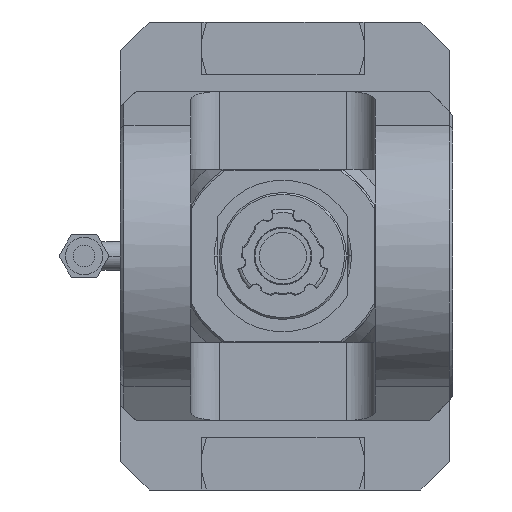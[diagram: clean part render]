
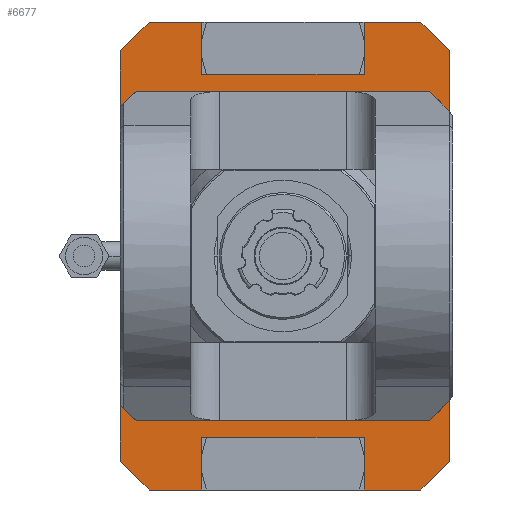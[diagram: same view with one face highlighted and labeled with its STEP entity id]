
A CAD part, left-side view. The second image highlights one B-rep face of the part: STEP entity #6677.
In plain terms, the highlighted planar face has unit normal (-1, 0, 0).
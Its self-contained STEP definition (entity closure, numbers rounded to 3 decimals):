
#41=DIRECTION('',(0.,1.,0.));
#42=VECTOR('',#41,81.259);
#43=CARTESIAN_POINT('',(-29.5,-40.629,-45.5));
#44=LINE('',#43,#42);
#45=CARTESIAN_POINT('',(-29.5,0.,0.));
#46=DIRECTION('',(1.,0.,0.));
#47=DIRECTION('',(0.,-0.746,-0.666));
#48=AXIS2_PLACEMENT_3D('',#45,#46,#47);
#50=DIRECTION('',(0.,0.,-1.));
#51=VECTOR('',#50,81.259);
#52=CARTESIAN_POINT('',(-29.5,-45.5,40.629));
#53=LINE('',#52,#51);
#54=CARTESIAN_POINT('',(-29.5,0.,0.));
#55=DIRECTION('',(1.,0.,0.));
#56=DIRECTION('',(0.,-0.666,0.746));
#57=AXIS2_PLACEMENT_3D('',#54,#55,#56);
#59=DIRECTION('',(0.,-1.,0.));
#60=VECTOR('',#59,81.259);
#61=CARTESIAN_POINT('',(-29.5,40.629,45.5));
#62=LINE('',#61,#60);
#63=CARTESIAN_POINT('',(-29.5,0.,0.));
#64=DIRECTION('',(1.,0.,0.));
#65=DIRECTION('',(0.,0.738,0.675));
#66=AXIS2_PLACEMENT_3D('',#63,#64,#65);
#68=DIRECTION('',(0.,0.,1.));
#69=VECTOR('',#68,15.567);
#70=CARTESIAN_POINT('',(-29.5,45.,41.183));
#71=LINE('',#70,#69);
#72=DIRECTION('',(0.,0.707,-0.707));
#73=VECTOR('',#72,11.314);
#74=CARTESIAN_POINT('',(-29.5,37.,64.75));
#75=LINE('',#74,#73);
#76=DIRECTION('',(0.,-1.,0.));
#77=VECTOR('',#76,14.5);
#78=CARTESIAN_POINT('',(-29.5,37.,64.75));
#79=LINE('',#78,#77);
#80=DIRECTION('',(0.,0.,-1.));
#81=VECTOR('',#80,14.5);
#82=CARTESIAN_POINT('',(-29.5,22.5,64.75));
#83=LINE('',#82,#81);
#84=DIRECTION('',(0.,-1.,0.));
#85=VECTOR('',#84,45.);
#86=CARTESIAN_POINT('',(-29.5,22.5,50.25));
#87=LINE('',#86,#85);
#88=DIRECTION('',(0.,0.,-1.));
#89=VECTOR('',#88,14.5);
#90=CARTESIAN_POINT('',(-29.5,-22.5,64.75));
#91=LINE('',#90,#89);
#92=DIRECTION('',(0.,-1.,0.));
#93=VECTOR('',#92,15.7);
#94=CARTESIAN_POINT('',(-29.5,-22.5,64.75));
#95=LINE('',#94,#93);
#96=DIRECTION('',(0.,0.707,0.707));
#97=VECTOR('',#96,11.314);
#98=CARTESIAN_POINT('',(-29.5,-46.2,56.75));
#99=LINE('',#98,#97);
#100=DIRECTION('',(0.,0.,-1.));
#101=VECTOR('',#100,113.5);
#102=CARTESIAN_POINT('',(-29.5,-46.2,56.75));
#103=LINE('',#102,#101);
#104=DIRECTION('',(0.,-0.707,0.707));
#105=VECTOR('',#104,11.314);
#106=CARTESIAN_POINT('',(-29.5,-38.2,-64.75));
#107=LINE('',#106,#105);
#108=DIRECTION('',(0.,1.,0.));
#109=VECTOR('',#108,15.7);
#110=CARTESIAN_POINT('',(-29.5,-38.2,-64.75));
#111=LINE('',#110,#109);
#112=DIRECTION('',(0.,0.,1.));
#113=VECTOR('',#112,14.5);
#114=CARTESIAN_POINT('',(-29.5,-22.5,-64.75));
#115=LINE('',#114,#113);
#116=DIRECTION('',(0.,1.,0.));
#117=VECTOR('',#116,45.);
#118=CARTESIAN_POINT('',(-29.5,-22.5,-50.25));
#119=LINE('',#118,#117);
#120=DIRECTION('',(0.,0.,1.));
#121=VECTOR('',#120,14.5);
#122=CARTESIAN_POINT('',(-29.5,22.5,-64.75));
#123=LINE('',#122,#121);
#124=DIRECTION('',(0.,1.,0.));
#125=VECTOR('',#124,14.5);
#126=CARTESIAN_POINT('',(-29.5,22.5,-64.75));
#127=LINE('',#126,#125);
#128=DIRECTION('',(0.,-0.707,-0.707));
#129=VECTOR('',#128,11.314);
#130=CARTESIAN_POINT('',(-29.5,45.,-56.75));
#131=LINE('',#130,#129);
#132=DIRECTION('',(0.,0.,1.));
#133=VECTOR('',#132,15.567);
#134=CARTESIAN_POINT('',(-29.5,45.,-56.75));
#135=LINE('',#134,#133);
#136=CARTESIAN_POINT('',(-29.5,0.,0.));
#137=DIRECTION('',(1.,0.,0.));
#138=DIRECTION('',(0.,0.666,-0.746));
#139=AXIS2_PLACEMENT_3D('',#136,#137,#138);
#5358=CARTESIAN_POINT('',(-29.5,22.5,64.75));
#5359=CARTESIAN_POINT('',(-29.5,22.5,50.25));
#5360=VERTEX_POINT('',#5358);
#5361=VERTEX_POINT('',#5359);
#5362=CARTESIAN_POINT('',(-29.5,-22.5,50.25));
#5363=VERTEX_POINT('',#5362);
#5364=CARTESIAN_POINT('',(-29.5,-22.5,64.75));
#5365=VERTEX_POINT('',#5364);
#5366=CARTESIAN_POINT('',(-29.5,-22.5,-64.75));
#5367=CARTESIAN_POINT('',(-29.5,-22.5,-50.25));
#5368=VERTEX_POINT('',#5366);
#5369=VERTEX_POINT('',#5367);
#5370=CARTESIAN_POINT('',(-29.5,22.5,-50.25));
#5371=VERTEX_POINT('',#5370);
#5372=CARTESIAN_POINT('',(-29.5,22.5,-64.75));
#5373=VERTEX_POINT('',#5372);
#5382=CARTESIAN_POINT('',(-29.5,37.,64.75));
#5383=CARTESIAN_POINT('',(-29.5,45.,56.75));
#5384=VERTEX_POINT('',#5382);
#5385=VERTEX_POINT('',#5383);
#5390=CARTESIAN_POINT('',(-29.5,-46.2,56.75));
#5391=CARTESIAN_POINT('',(-29.5,-38.2,64.75));
#5392=VERTEX_POINT('',#5390);
#5393=VERTEX_POINT('',#5391);
#5400=CARTESIAN_POINT('',(-29.5,-38.2,-64.75));
#5401=CARTESIAN_POINT('',(-29.5,-46.2,-56.75));
#5402=VERTEX_POINT('',#5400);
#5403=VERTEX_POINT('',#5401);
#5410=CARTESIAN_POINT('',(-29.5,45.,-56.75));
#5411=CARTESIAN_POINT('',(-29.5,37.,-64.75));
#5412=VERTEX_POINT('',#5410);
#5413=VERTEX_POINT('',#5411);
#6107=CARTESIAN_POINT('',(-29.5,-40.629,-45.5));
#6108=CARTESIAN_POINT('',(-29.5,40.629,-45.5));
#6109=VERTEX_POINT('',#6107);
#6110=VERTEX_POINT('',#6108);
#6111=CARTESIAN_POINT('',(-29.5,40.629,45.5));
#6112=CARTESIAN_POINT('',(-29.5,-40.629,45.5));
#6113=VERTEX_POINT('',#6111);
#6114=VERTEX_POINT('',#6112);
#6115=CARTESIAN_POINT('',(-29.5,45.,-41.183));
#6116=VERTEX_POINT('',#6115);
#6117=CARTESIAN_POINT('',(-29.5,45.,41.183));
#6118=VERTEX_POINT('',#6117);
#6119=CARTESIAN_POINT('',(-29.5,-45.5,40.629));
#6120=VERTEX_POINT('',#6119);
#6121=CARTESIAN_POINT('',(-29.5,-45.5,-40.629));
#6122=VERTEX_POINT('',#6121);
#6623=CARTESIAN_POINT('',(-29.5,0.,0.));
#6624=DIRECTION('',(-1.,0.,0.));
#6625=DIRECTION('',(0.,0.,1.));
#6626=AXIS2_PLACEMENT_3D('',#6623,#6624,#6625);
#6627=PLANE('',#6626);
#6629=ORIENTED_EDGE('',*,*,#6628,.F.);
#6631=ORIENTED_EDGE('',*,*,#6630,.F.);
#6633=ORIENTED_EDGE('',*,*,#6632,.F.);
#6635=ORIENTED_EDGE('',*,*,#6634,.F.);
#6637=ORIENTED_EDGE('',*,*,#6636,.F.);
#6639=ORIENTED_EDGE('',*,*,#6638,.F.);
#6641=ORIENTED_EDGE('',*,*,#6640,.T.);
#6643=ORIENTED_EDGE('',*,*,#6642,.F.);
#6645=ORIENTED_EDGE('',*,*,#6644,.T.);
#6647=ORIENTED_EDGE('',*,*,#6646,.T.);
#6649=ORIENTED_EDGE('',*,*,#6648,.T.);
#6651=ORIENTED_EDGE('',*,*,#6650,.F.);
#6653=ORIENTED_EDGE('',*,*,#6652,.T.);
#6655=ORIENTED_EDGE('',*,*,#6654,.F.);
#6657=ORIENTED_EDGE('',*,*,#6656,.T.);
#6658=ORIENTED_EDGE('',*,*,#6612,.F.);
#6660=ORIENTED_EDGE('',*,*,#6659,.T.);
#6662=ORIENTED_EDGE('',*,*,#6661,.T.);
#6664=ORIENTED_EDGE('',*,*,#6663,.T.);
#6666=ORIENTED_EDGE('',*,*,#6665,.F.);
#6668=ORIENTED_EDGE('',*,*,#6667,.T.);
#6670=ORIENTED_EDGE('',*,*,#6669,.F.);
#6672=ORIENTED_EDGE('',*,*,#6671,.T.);
#6674=ORIENTED_EDGE('',*,*,#6673,.F.);
#6675=EDGE_LOOP('',(#6629,#6631,#6633,#6635,#6637,#6639,#6641,#6643,#6645,#6647,
#6649,#6651,#6653,#6655,#6657,#6658,#6660,#6662,#6664,#6666,#6668,#6670,#6672,
#6674));
#6676=FACE_OUTER_BOUND('',#6675,.F.);
#6677=ADVANCED_FACE('',(#6676),#6627,.T.);
#49=CIRCLE('',#48,61.);
#58=CIRCLE('',#57,61.);
#67=CIRCLE('',#66,61.);
#140=CIRCLE('',#139,61.);
#6612=EDGE_CURVE('',#5402,#5403,#107,.T.);
#6628=EDGE_CURVE('',#6109,#6110,#44,.T.);
#6630=EDGE_CURVE('',#6122,#6109,#49,.T.);
#6632=EDGE_CURVE('',#6120,#6122,#53,.T.);
#6634=EDGE_CURVE('',#6114,#6120,#58,.T.);
#6636=EDGE_CURVE('',#6113,#6114,#62,.T.);
#6638=EDGE_CURVE('',#6118,#6113,#67,.T.);
#6640=EDGE_CURVE('',#6118,#5385,#71,.T.);
#6642=EDGE_CURVE('',#5384,#5385,#75,.T.);
#6644=EDGE_CURVE('',#5384,#5360,#79,.T.);
#6646=EDGE_CURVE('',#5360,#5361,#83,.T.);
#6648=EDGE_CURVE('',#5361,#5363,#87,.T.);
#6650=EDGE_CURVE('',#5365,#5363,#91,.T.);
#6652=EDGE_CURVE('',#5365,#5393,#95,.T.);
#6654=EDGE_CURVE('',#5392,#5393,#99,.T.);
#6656=EDGE_CURVE('',#5392,#5403,#103,.T.);
#6659=EDGE_CURVE('',#5402,#5368,#111,.T.);
#6661=EDGE_CURVE('',#5368,#5369,#115,.T.);
#6663=EDGE_CURVE('',#5369,#5371,#119,.T.);
#6665=EDGE_CURVE('',#5373,#5371,#123,.T.);
#6667=EDGE_CURVE('',#5373,#5413,#127,.T.);
#6669=EDGE_CURVE('',#5412,#5413,#131,.T.);
#6671=EDGE_CURVE('',#5412,#6116,#135,.T.);
#6673=EDGE_CURVE('',#6110,#6116,#140,.T.);
